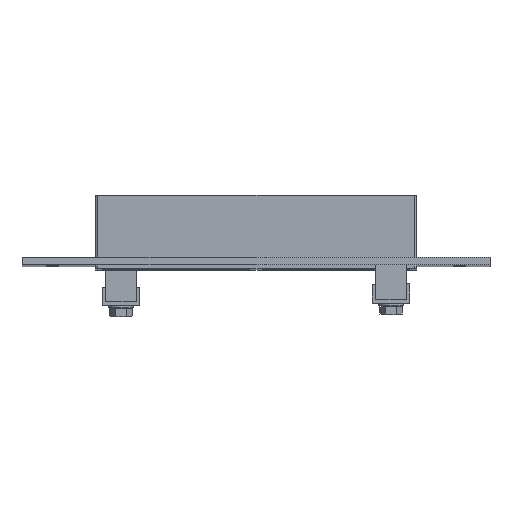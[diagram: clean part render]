
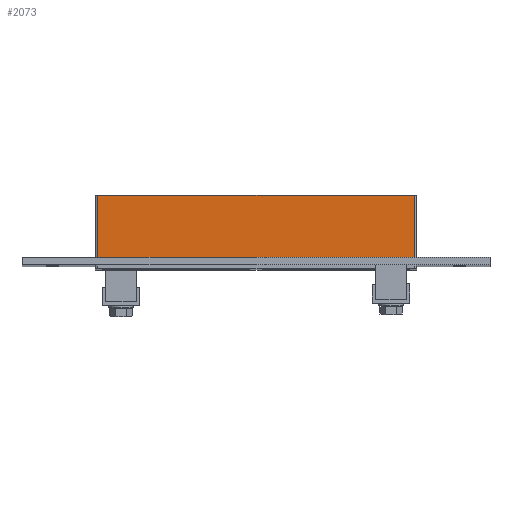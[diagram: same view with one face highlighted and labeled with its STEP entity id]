
A CAD part, top view. The second image highlights one B-rep face of the part: STEP entity #2073.
In plain terms, the highlighted planar face has unit normal (0, 0, 1).
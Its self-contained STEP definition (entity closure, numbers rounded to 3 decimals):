
#1080=CARTESIAN_POINT('',(-129.5,57.0,435.));
#1081=VERTEX_POINT('',#1080);
#1089=CARTESIAN_POINT('',(129.5,57.0,435.));
#1090=VERTEX_POINT('',#1089);
#1091=CARTESIAN_POINT('',(-129.5,57.0,435.));
#1092=DIRECTION('',(1.0,0.0,0.0));
#1093=VECTOR('',#1092,259.0);
#1094=LINE('',#1091,#1093);
#1095=EDGE_CURVE('',#1081,#1090,#1094,.T.);
#1426=CARTESIAN_POINT('',(-129.5,6.,435.));
#1427=VERTEX_POINT('',#1426);
#1477=CARTESIAN_POINT('',(129.5,6.,435.));
#1478=VERTEX_POINT('',#1477);
#1486=CARTESIAN_POINT('',(-129.5,6.,435.));
#1487=DIRECTION('',(1.0,0.0,0.0));
#1488=VECTOR('',#1487,259.0);
#1489=LINE('',#1486,#1488);
#1490=EDGE_CURVE('',#1427,#1478,#1489,.T.);
#2046=CARTESIAN_POINT('',(-129.5,6.,435.));
#2047=DIRECTION('',(0.0,1.0,0.0));
#2048=VECTOR('',#2047,51.0);
#2049=LINE('',#2046,#2048);
#2050=EDGE_CURVE('',#1427,#1081,#2049,.T.);
#2057=CARTESIAN_POINT('',(-131.5,0.0,435.));
#2058=DIRECTION('',(0.0,0.0,1.0));
#2059=DIRECTION('',(1.0,0.0,0.0));
#2060=AXIS2_PLACEMENT_3D('',#2057,#2058,#2059);
#2061=PLANE('',#2060);
#2062=ORIENTED_EDGE('',*,*,#1490,.T.);
#2063=CARTESIAN_POINT('',(129.5,57.0,435.));
#2064=DIRECTION('',(0.0,-1.0,0.0));
#2065=VECTOR('',#2064,51.0);
#2066=LINE('',#2063,#2065);
#2067=EDGE_CURVE('',#1090,#1478,#2066,.T.);
#2068=ORIENTED_EDGE('',*,*,#2067,.F.);
#2069=ORIENTED_EDGE('',*,*,#1095,.F.);
#2070=ORIENTED_EDGE('',*,*,#2050,.F.);
#2071=EDGE_LOOP('',(#2062,#2068,#2069,#2070));
#2072=FACE_OUTER_BOUND('',#2071,.T.);
#2073=ADVANCED_FACE('',(#2072),#2061,.T.);
